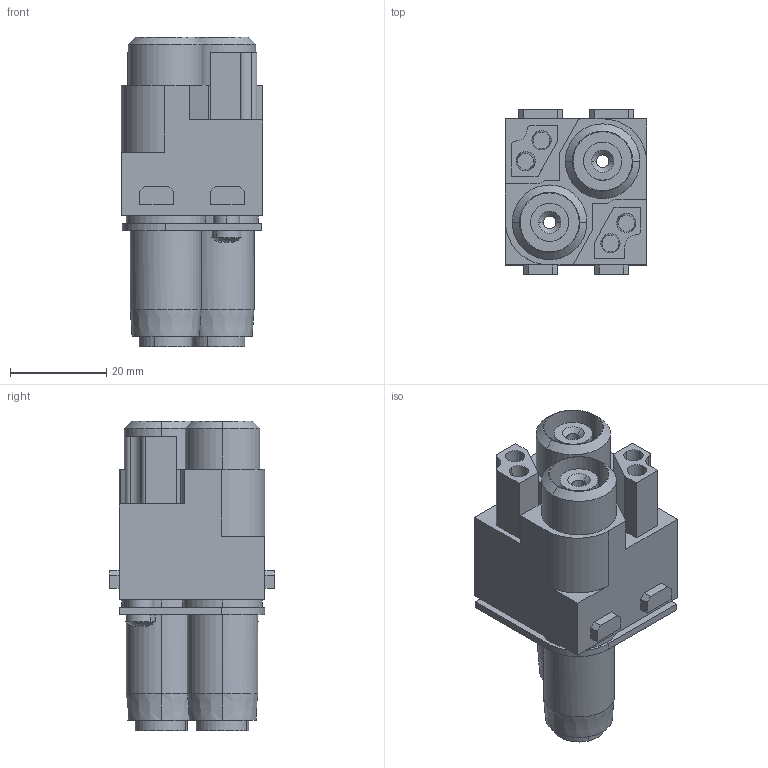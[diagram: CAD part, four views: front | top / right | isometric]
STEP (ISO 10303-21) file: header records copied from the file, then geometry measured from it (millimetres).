
FILE_DESCRIPTION(('Creo Elements/Direct Modeling STEP Export'),'2;1');
FILE_NAME('model.stp','2020-09-15T11:47:02',(''),(''),'Creo Elements/Direct Modeling STEP processor for AP214 (Solid Model)','Creo Elements/Direct Modeling 20.1A 29-Sep-2018 (C) Parametric Technology GmbH','');
FILE_SCHEMA(('AUTOMOTIVE_DESIGN { 1 0 10303 214 1 1 1 1 }'));
Length unit declared in the file: millimetre
Products named in the file (2): HC_M_02_CT_F_HV_16-select
Assembly tree (1 placements, depth 2):
  HC_M_02_CT_F_HV_16-select
    HC_M_02_CT_F_HV_16-select
Bounding box: 29.3 x 34.1 x 64.3 mm (x, y, z)
Volume: 29323.2 mm3; surface area: 16270.6 mm2
Topology: 1 solids, 1 shells, 191 faces, 487 edges, 324 vertices
Faces by surface type: plane 107, cylinder 60, cone 20, sphere 4
Entity records: 6908 total; most frequent: ORIENTED_EDGE 974, CARTESIAN_POINT 896, DIRECTION 859, EDGE_CURVE 487, VERTEX_POINT 324, AXIS2_PLACEMENT_3D 287, VECTOR 285, LINE 285
